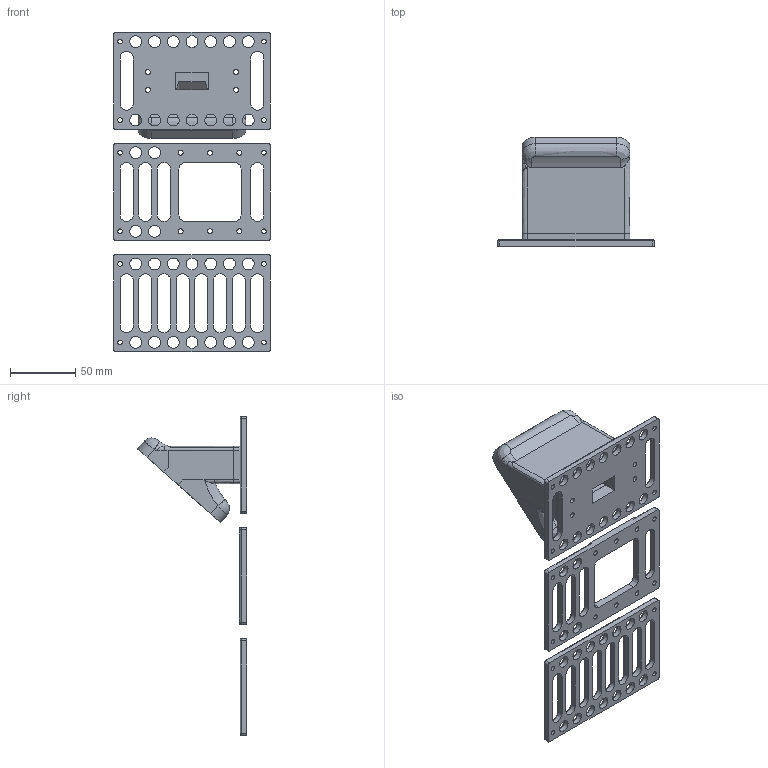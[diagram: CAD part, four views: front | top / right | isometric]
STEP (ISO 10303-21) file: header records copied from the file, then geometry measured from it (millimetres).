
FILE_DESCRIPTION(/* description */ (''),/* implementation_level */ '2;1');
FILE_NAME(/* name */ 'SideCovers.step',/* time_stamp */ '2019-06-16T13:29:56+02:00',/* author */ (''),/* organization */ (''),/* preprocessor_version */ 'ST-DEVELOPER v18',/* originating_system */ 'Autodesk Translation Framework v8.2.0.1029',/* authorisation */ '');
FILE_SCHEMA (('AUTOMOTIVE_DESIGN { 1 0 10303 214 3 1 1 }'));
Length unit declared in the file: millimetre
Products named in the file (5): SideCovers; SideCover; SideCoverForPowerSocket; SideCoverForGLCDHolder; GLCD_Holder
Assembly tree (4 placements, depth 3):
  SideCovers
    SideCover
    SideCoverForPowerSocket
    SideCoverForGLCDHolder
      GLCD_Holder
Bounding box: 120 x 83.51 x 244 mm (x, y, z)
Volume: 235677.9 mm3; surface area: 86594.5 mm2
Topology: 4 solids, 4 shells, 381 faces, 1034 edges, 670 vertices
Faces by surface type: cylinder 169, plane 114, torus 60, bspline 38
Full cylindrical faces by diameter (mm): 3.6 x12, 3.8 x18, 7.2 x4, 9 x32
Entity records: 14413 total; most frequent: CARTESIAN_POINT 4197, DIRECTION 2155, ORIENTED_EDGE 2068, EDGE_CURVE 1034, AXIS2_PLACEMENT_3D 851, VERTEX_POINT 670, EDGE_LOOP 540, CIRCLE 495
